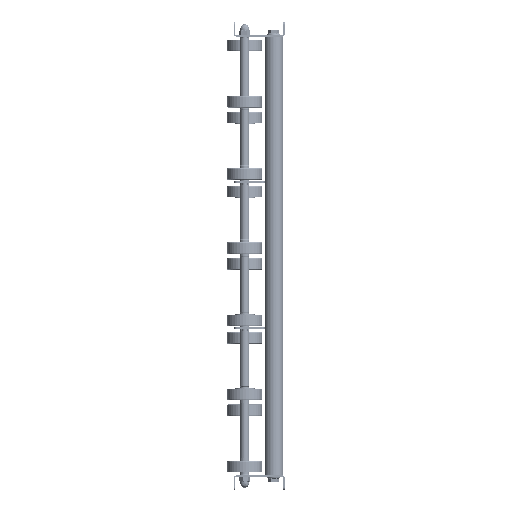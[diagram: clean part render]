
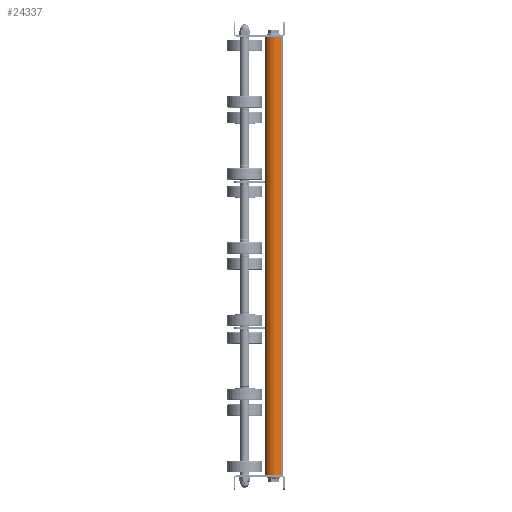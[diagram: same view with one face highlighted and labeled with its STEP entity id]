
A CAD part, left-side view. The second image highlights one B-rep face of the part: STEP entity #24337.
In plain terms, the highlighted cylindrical face has radius 12.5 mm (diameter 25 mm), a partial arc.
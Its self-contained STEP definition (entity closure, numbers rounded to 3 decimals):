
#1107 = DIRECTION ( 'NONE',  ( -1., 0., 0. ) ) ;
#3376 = DIRECTION ( 'NONE',  ( -1., 0., 0. ) ) ;
#3925 = DIRECTION ( 'NONE',  ( 0., 0., -1. ) ) ;
#4263 = CARTESIAN_POINT ( 'NONE',  ( 599., 0., -12.5 ) ) ;
#5447 = DIRECTION ( 'NONE',  ( 1., 0., 0. ) ) ;
#6416 = EDGE_CURVE ( 'NONE', #14335, #23792, #13949, .T. ) ;
#7674 = ORIENTED_EDGE ( 'NONE', *, *, #26637, .T. ) ;
#7805 = AXIS2_PLACEMENT_3D ( 'NONE', #18757, #5447, #11961 ) ;
#8710 = CIRCLE ( 'NONE', #20046, 12.5 ) ;
#9897 = CYLINDRICAL_SURFACE ( 'NONE', #26073, 12.5 ) ;
#10965 = EDGE_LOOP ( 'NONE', ( #19044, #12560, #20404, #7674 ) ) ;
#11044 = VERTEX_POINT ( 'NONE', #4263 ) ;
#11865 = CARTESIAN_POINT ( 'NONE',  ( 1., 0., 12.5 ) ) ;
#11961 = DIRECTION ( 'NONE',  ( 0., 0., -1. ) ) ;
#11972 = CARTESIAN_POINT ( 'NONE',  ( 600., 0., 0. ) ) ;
#12560 = ORIENTED_EDGE ( 'NONE', *, *, #26036, .T. ) ;
#13949 = LINE ( 'NONE', #25006, #27988 ) ;
#14335 = VERTEX_POINT ( 'NONE', #17609 ) ;
#15128 = EDGE_CURVE ( 'NONE', #11044, #15473, #23553, .T. ) ;
#15473 = VERTEX_POINT ( 'NONE', #28392 ) ;
#17529 = FACE_OUTER_BOUND ( 'NONE', #10965, .T. ) ;
#17609 = CARTESIAN_POINT ( 'NONE',  ( 599., 0., 12.5 ) ) ;
#18757 = CARTESIAN_POINT ( 'NONE',  ( 1., 0., 0. ) ) ;
#19044 = ORIENTED_EDGE ( 'NONE', *, *, #15128, .F. ) ;
#19049 = DIRECTION ( 'NONE',  ( 0., 0., 1. ) ) ;
#20046 = AXIS2_PLACEMENT_3D ( 'NONE', #29027, #21935, #3925 ) ;
#20404 = ORIENTED_EDGE ( 'NONE', *, *, #6416, .T. ) ;
#20441 = DIRECTION ( 'NONE',  ( -1., 0., 0. ) ) ;
#21346 = CARTESIAN_POINT ( 'NONE',  ( 600., 0., -12.5 ) ) ;
#21935 = DIRECTION ( 'NONE',  ( -1., 0., 0. ) ) ;
#23334 = VECTOR ( 'NONE', #1107, 1000. ) ;
#23553 = LINE ( 'NONE', #21346, #23334 ) ;
#23792 = VERTEX_POINT ( 'NONE', #11865 ) ;
#24328 = CIRCLE ( 'NONE', #7805, 12.5 ) ;
#24337 = ADVANCED_FACE ( 'NONE', ( #17529 ), #9897, .T. ) ;
#25006 = CARTESIAN_POINT ( 'NONE',  ( 600., 0., 12.5 ) ) ;
#26036 = EDGE_CURVE ( 'NONE', #11044, #14335, #8710, .T. ) ;
#26073 = AXIS2_PLACEMENT_3D ( 'NONE', #11972, #3376, #19049 ) ;
#26637 = EDGE_CURVE ( 'NONE', #23792, #15473, #24328, .T. ) ;
#27988 = VECTOR ( 'NONE', #20441, 1000. ) ;
#28392 = CARTESIAN_POINT ( 'NONE',  ( 1., 0., -12.5 ) ) ;
#29027 = CARTESIAN_POINT ( 'NONE',  ( 599., 0., 0. ) ) ;
